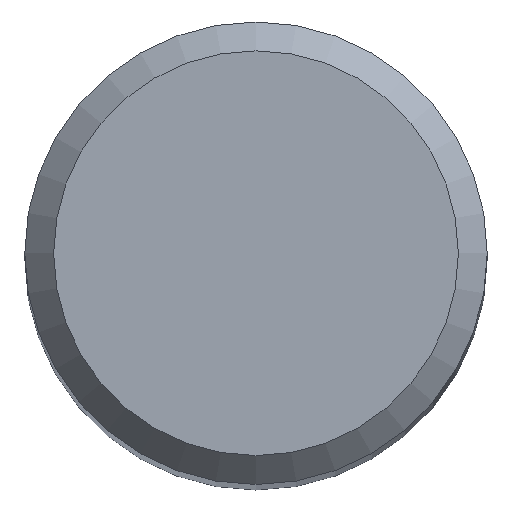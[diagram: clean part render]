
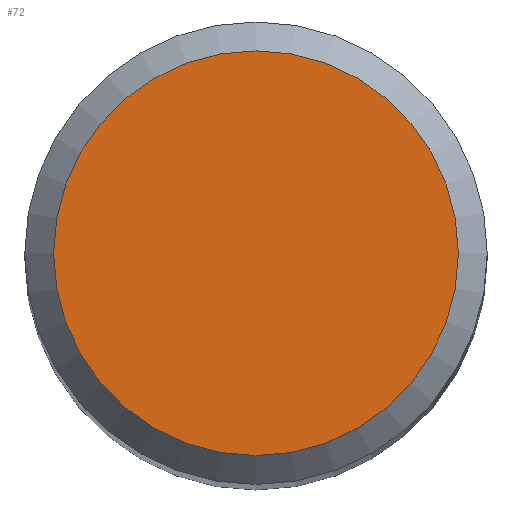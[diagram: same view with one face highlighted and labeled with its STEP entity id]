
A CAD part, top view. The second image highlights one B-rep face of the part: STEP entity #72.
In plain terms, the highlighted planar face has unit normal (0, 0, 1).
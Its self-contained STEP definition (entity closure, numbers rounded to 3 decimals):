
#44=PLANE('',#234);
#51=FACE_OUTER_BOUND('',#105,.T.);
#72=ADVANCED_FACE('',(#51),#44,.F.);
#105=EDGE_LOOP('',(#128));
#128=ORIENTED_EDGE('',*,*,#166,.T.);
#154=VERTEX_POINT('',#348);
#166=EDGE_CURVE('',#154,#154,#176,.T.);
#176=CIRCLE('',#233,3.5);
#233=AXIS2_PLACEMENT_3D('',#347,#275,#276);
#234=AXIS2_PLACEMENT_3D('',#349,#277,#278);
#275=DIRECTION('',(0.,0.,1.));
#276=DIRECTION('',(-1.,0.,0.));
#277=DIRECTION('',(0.,0.,-1.));
#278=DIRECTION('',(-1.,0.,0.));
#347=CARTESIAN_POINT('',(0.,0.,0.));
#348=CARTESIAN_POINT('',(-3.5,0.,0.));
#349=CARTESIAN_POINT('',(0.,4.,0.));
